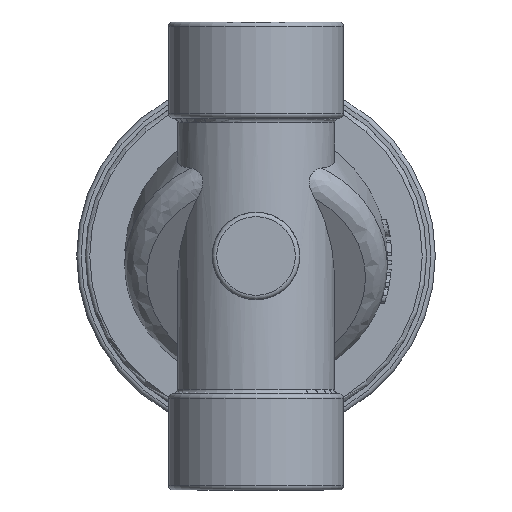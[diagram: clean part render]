
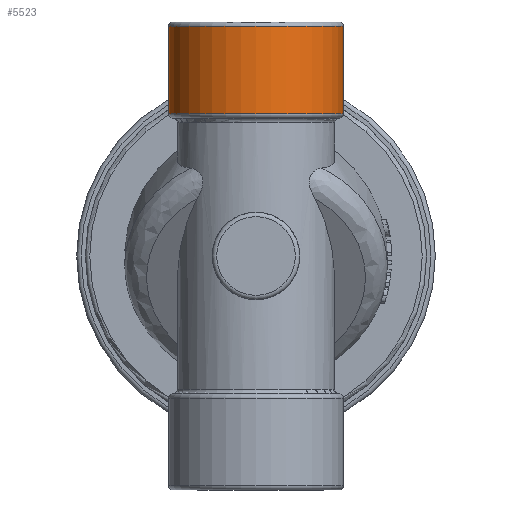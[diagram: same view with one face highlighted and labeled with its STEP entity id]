
A CAD part, front view. The second image highlights one B-rep face of the part: STEP entity #5523.
In plain terms, the highlighted cylindrical face has radius 20 mm (diameter 40 mm), a full revolution.
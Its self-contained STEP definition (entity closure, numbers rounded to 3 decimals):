
#195=CYLINDRICAL_SURFACE('',#6000,20.);
#299=CIRCLE('',#5996,20.);
#301=CIRCLE('',#6001,20.);
#302=CIRCLE('',#6002,20.);
#303=CIRCLE('',#6003,20.);
#1009=LINE('',#9721,#1315);
#1013=LINE('',#9741,#1319);
#1014=LINE('',#9743,#1320);
#1015=LINE('',#9747,#1321);
#1016=LINE('',#9792,#1322);
#1315=VECTOR('',#6692,10.);
#1319=VECTOR('',#6700,20.);
#1320=VECTOR('',#6701,10.);
#1321=VECTOR('',#6704,10.);
#1322=VECTOR('',#6705,10.);
#1673=FACE_OUTER_BOUND('',#2019,.T.);
#2019=EDGE_LOOP('',(#4226,#4227,#4228,#4229,#4230,#4231,#4232,#4233,#4234,
#4235,#4236,#4237,#4238));
#2441=B_SPLINE_CURVE_WITH_KNOTS('',3,(#9749,#9750,#9751,#9752,#9753,#9754,
#9755,#9756,#9757,#9758,#9759,#9760),.UNSPECIFIED.,.F.,.F.,(4,2,2,2,2,4),
(0.761,0.776,0.822,0.885,
0.948,1.014),.UNSPECIFIED.);
#2442=B_SPLINE_CURVE_WITH_KNOTS('',3,(#9762,#9763,#9764,#9765,#9766,#9767,
#9768,#9769,#9770,#9771,#9772,#9773,#9774,#9775,#9776,#9777,#9778,#9779),
 .UNSPECIFIED.,.F.,.F.,(4,2,2,2,2,2,2,2,4),(1.829,1.926,
2.31,2.695,3.079,3.463,3.847,
4.232,4.329),.UNSPECIFIED.);
#2443=B_SPLINE_CURVE_WITH_KNOTS('',3,(#9781,#9782,#9783,#9784,#9785,#9786,
#9787,#9788,#9789,#9790),.UNSPECIFIED.,.F.,.F.,(4,2,2,2,4),(0.,0.106,
0.185,0.241,0.259),.UNSPECIFIED.);
#2623=VERTEX_POINT('',#9693);
#2626=VERTEX_POINT('',#9701);
#2631=VERTEX_POINT('',#9720);
#2635=VERTEX_POINT('',#9739);
#2636=VERTEX_POINT('',#9742);
#2637=VERTEX_POINT('',#9744);
#2638=VERTEX_POINT('',#9746);
#2639=VERTEX_POINT('',#9748);
#2640=VERTEX_POINT('',#9761);
#2641=VERTEX_POINT('',#9780);
#2642=VERTEX_POINT('',#9791);
#3209=EDGE_CURVE('',#2623,#2626,#299,.T.);
#3214=EDGE_CURVE('',#2631,#2626,#1009,.T.);
#3219=EDGE_CURVE('',#2635,#2635,#301,.T.);
#3220=EDGE_CURVE('',#2635,#2631,#1013,.T.);
#3221=EDGE_CURVE('',#2623,#2636,#1014,.T.);
#3222=EDGE_CURVE('',#2636,#2637,#302,.T.);
#3223=EDGE_CURVE('',#2637,#2638,#1015,.T.);
#3224=EDGE_CURVE('',#2639,#2638,#2441,.F.);
#3225=EDGE_CURVE('',#2639,#2640,#2442,.T.);
#3226=EDGE_CURVE('',#2641,#2640,#2443,.F.);
#3227=EDGE_CURVE('',#2641,#2642,#1016,.T.);
#3228=EDGE_CURVE('',#2642,#2631,#303,.T.);
#4226=ORIENTED_EDGE('',*,*,#3219,.F.);
#4227=ORIENTED_EDGE('',*,*,#3220,.T.);
#4228=ORIENTED_EDGE('',*,*,#3214,.T.);
#4229=ORIENTED_EDGE('',*,*,#3209,.F.);
#4230=ORIENTED_EDGE('',*,*,#3221,.T.);
#4231=ORIENTED_EDGE('',*,*,#3222,.T.);
#4232=ORIENTED_EDGE('',*,*,#3223,.T.);
#4233=ORIENTED_EDGE('',*,*,#3224,.F.);
#4234=ORIENTED_EDGE('',*,*,#3225,.T.);
#4235=ORIENTED_EDGE('',*,*,#3226,.F.);
#4236=ORIENTED_EDGE('',*,*,#3227,.T.);
#4237=ORIENTED_EDGE('',*,*,#3228,.T.);
#4238=ORIENTED_EDGE('',*,*,#3220,.F.);
#5523=ADVANCED_FACE('',(#1673),#195,.T.);
#5996=AXIS2_PLACEMENT_3D('',#9705,#6682,#6683);
#6000=AXIS2_PLACEMENT_3D('',#9738,#6696,#6697);
#6001=AXIS2_PLACEMENT_3D('',#9740,#6698,#6699);
#6002=AXIS2_PLACEMENT_3D('',#9745,#6702,#6703);
#6003=AXIS2_PLACEMENT_3D('',#9793,#6706,#6707);
#6682=DIRECTION('center_axis',(0.,0.,-1.));
#6683=DIRECTION('ref_axis',(0.,-1.,0.));
#6692=DIRECTION('',(0.,0.,-1.));
#6696=DIRECTION('center_axis',(0.,0.,1.));
#6697=DIRECTION('ref_axis',(1.,0.,0.));
#6698=DIRECTION('center_axis',(0.,0.,1.));
#6699=DIRECTION('ref_axis',(-1.,0.,0.));
#6700=DIRECTION('',(0.,0.,-1.));
#6701=DIRECTION('',(0.,0.,1.));
#6702=DIRECTION('center_axis',(0.,0.,1.));
#6703=DIRECTION('ref_axis',(1.,0.,0.));
#6704=DIRECTION('',(0.,0.,1.));
#6705=DIRECTION('',(0.,0.,-1.));
#6706=DIRECTION('center_axis',(0.,0.,1.));
#6707=DIRECTION('ref_axis',(1.,0.,0.));
#9693=CARTESIAN_POINT('',(20.,0.,86.));
#9701=CARTESIAN_POINT('',(-20.,0.,86.));
#9705=CARTESIAN_POINT('Origin',(0.,0.,86.));
#9720=CARTESIAN_POINT('',(-20.,0.,87.));
#9721=CARTESIAN_POINT('',(-20.,0.,85.));
#9738=CARTESIAN_POINT('Origin',(0.,0.,85.));
#9739=CARTESIAN_POINT('',(-20.,0.,106.));
#9740=CARTESIAN_POINT('Origin',(0.,0.,106.));
#9741=CARTESIAN_POINT('',(-20.,0.,85.));
#9742=CARTESIAN_POINT('',(20.,0.,87.));
#9743=CARTESIAN_POINT('',(20.,0.,85.));
#9744=CARTESIAN_POINT('',(13.229,15.,87.));
#9745=CARTESIAN_POINT('Origin',(0.,0.,87.));
#9746=CARTESIAN_POINT('',(13.229,15.,89.123));
#9747=CARTESIAN_POINT('',(13.229,15.,85.));
#9748=CARTESIAN_POINT('',(12.,16.,90.608));
#9749=CARTESIAN_POINT('Ctrl Pts',(13.229,15.,89.123));
#9750=CARTESIAN_POINT('Ctrl Pts',(13.229,15.,89.161));
#9751=CARTESIAN_POINT('Ctrl Pts',(13.227,15.002,89.199));
#9752=CARTESIAN_POINT('Ctrl Pts',(13.21,15.017,89.354));
#9753=CARTESIAN_POINT('Ctrl Pts',(13.179,15.044,89.469));
#9754=CARTESIAN_POINT('Ctrl Pts',(13.079,15.131,89.723));
#9755=CARTESIAN_POINT('Ctrl Pts',(12.994,15.205,89.87));
#9756=CARTESIAN_POINT('Ctrl Pts',(12.767,15.396,90.149));
#9757=CARTESIAN_POINT('Ctrl Pts',(12.632,15.507,90.27));
#9758=CARTESIAN_POINT('Ctrl Pts',(12.335,15.744,90.473));
#9759=CARTESIAN_POINT('Ctrl Pts',(12.17,15.872,90.553));
#9760=CARTESIAN_POINT('Ctrl Pts',(12.,16.,90.608));
#9761=CARTESIAN_POINT('',(-12.,16.,90.608));
#9762=CARTESIAN_POINT('Ctrl Pts',(12.,16.,90.608));
#9763=CARTESIAN_POINT('Ctrl Pts',(11.74,16.195,90.692));
#9764=CARTESIAN_POINT('Ctrl Pts',(11.473,16.385,90.775));
#9765=CARTESIAN_POINT('Ctrl Pts',(10.121,17.299,91.181));
#9766=CARTESIAN_POINT('Ctrl Pts',(8.949,17.936,91.48));
#9767=CARTESIAN_POINT('Ctrl Pts',(6.492,18.964,91.976));
#9768=CARTESIAN_POINT('Ctrl Pts',(5.203,19.357,92.173));
#9769=CARTESIAN_POINT('Ctrl Pts',(2.598,19.875,92.435));
#9770=CARTESIAN_POINT('Ctrl Pts',(1.281,20.,92.5));
#9771=CARTESIAN_POINT('Ctrl Pts',(-1.281,20.,92.5));
#9772=CARTESIAN_POINT('Ctrl Pts',(-2.598,19.875,92.435));
#9773=CARTESIAN_POINT('Ctrl Pts',(-5.203,19.357,92.173));
#9774=CARTESIAN_POINT('Ctrl Pts',(-6.492,18.964,91.976));
#9775=CARTESIAN_POINT('Ctrl Pts',(-8.949,17.936,91.48));
#9776=CARTESIAN_POINT('Ctrl Pts',(-10.121,17.299,91.181));
#9777=CARTESIAN_POINT('Ctrl Pts',(-11.473,16.385,90.775));
#9778=CARTESIAN_POINT('Ctrl Pts',(-11.74,16.195,90.692));
#9779=CARTESIAN_POINT('Ctrl Pts',(-12.,16.,90.608));
#9780=CARTESIAN_POINT('',(-13.229,15.,89.123));
#9781=CARTESIAN_POINT('Ctrl Pts',(-12.,16.,90.608));
#9782=CARTESIAN_POINT('Ctrl Pts',(-12.274,15.794,90.519));
#9783=CARTESIAN_POINT('Ctrl Pts',(-12.532,15.59,90.366));
#9784=CARTESIAN_POINT('Ctrl Pts',(-12.899,15.286,90.007));
#9785=CARTESIAN_POINT('Ctrl Pts',(-13.022,15.18,89.832));
#9786=CARTESIAN_POINT('Ctrl Pts',(-13.166,15.055,89.517));
#9787=CARTESIAN_POINT('Ctrl Pts',(-13.205,15.021,89.383));
#9788=CARTESIAN_POINT('Ctrl Pts',(-13.226,15.002,89.21));
#9789=CARTESIAN_POINT('Ctrl Pts',(-13.229,15.,89.166));
#9790=CARTESIAN_POINT('Ctrl Pts',(-13.229,15.,89.123));
#9791=CARTESIAN_POINT('',(-13.229,15.,87.));
#9792=CARTESIAN_POINT('',(-13.229,15.,85.));
#9793=CARTESIAN_POINT('Origin',(0.,0.,87.));
